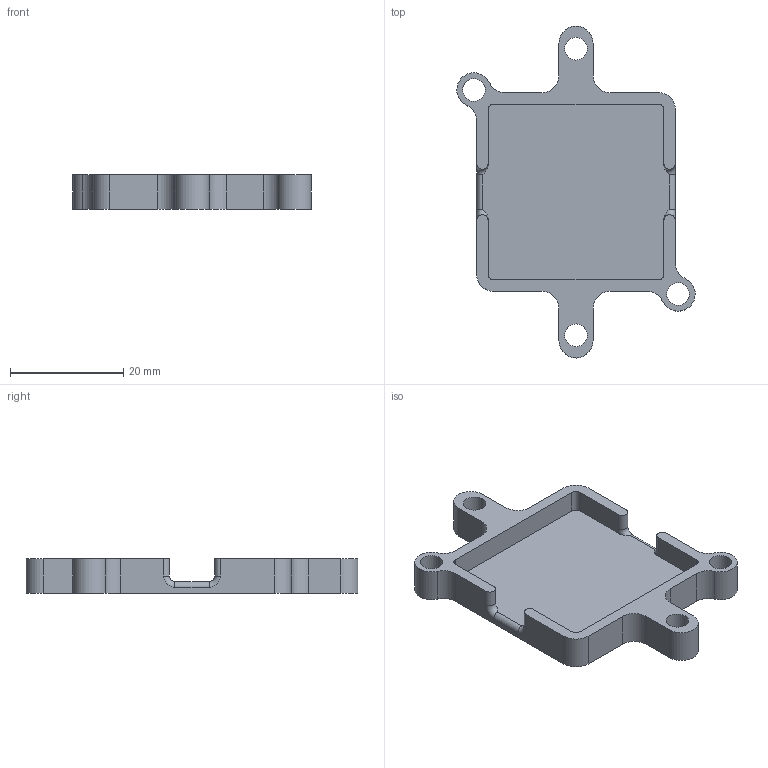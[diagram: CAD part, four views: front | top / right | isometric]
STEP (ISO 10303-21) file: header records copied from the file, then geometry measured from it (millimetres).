
FILE_DESCRIPTION(/* description */ (''),/* implementation_level */ '2;1');
FILE_NAME(/* name */ 'JB_Link2.stp',/* time_stamp */ '2023-04-16T23:23:43-04:00',/* author */ (''),/* organization */ (''),/* preprocessor_version */ 'ST-DEVELOPER v18.102',/* originating_system */ 'SIEMENS PLM Software NX2206.6002',/* authorisation */ '');
FILE_SCHEMA (('AUTOMOTIVE_DESIGN { 1 0 10303 214 3 1 1 1 }'));
Length unit declared in the file: millimetre
Products named in the file (1): JB_Link2
Bounding box: 42 x 58.5 x 6 mm (x, y, z)
Volume: 4204.9 mm3; surface area: 4546.8 mm2
Topology: 1 solids, 1 shells, 52 faces, 150 edges, 100 vertices
Faces by surface type: cylinder 28, plane 20, torus 4
Full cylindrical faces by diameter (mm): 4 x4
Entity records: 1798 total; most frequent: CARTESIAN_POINT 347, DIRECTION 312, ORIENTED_EDGE 292, EDGE_CURVE 146, AXIS2_PLACEMENT_3D 117, VERTEX_POINT 100, LINE 78, VECTOR 78
